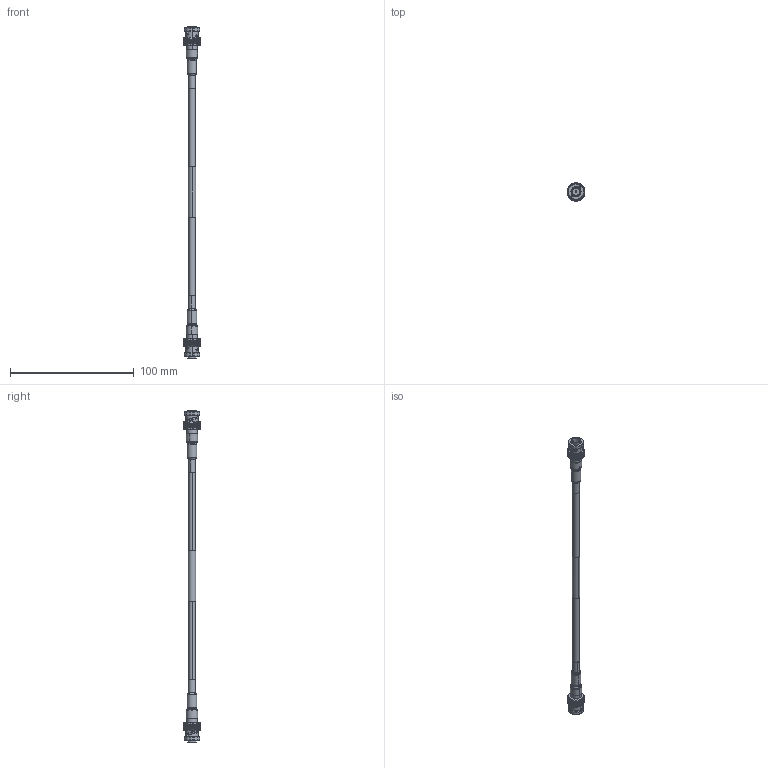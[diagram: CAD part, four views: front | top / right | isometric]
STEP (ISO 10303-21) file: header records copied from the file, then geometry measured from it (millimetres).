
FILE_DESCRIPTION (( 'STEP AP214' ), '1' );
FILE_NAME ('FMCA10015_3D.step', '2024-01-26T20:47:38', ( '' ), ( '' ), 'SwSTEP 2.0', 'SolidWorks 2022', '' );
FILE_SCHEMA (( 'AUTOMOTIVE_DESIGN' ));
Length unit declared in the file: inch
Products named in the file (7): FMCN1354; RG58C／U_8 in Length; FMCN1354_FERRULE_ferrule; FMCA10015_3D; HeatShrink-RG58; 1AW01-003_.230 ID X 1" long
Assembly tree (8 placements, depth 3):
  FMCA10015_3D
    1AW01-003_.230 ID X 1" long
    RG58C／U_8 in Length
    FMCN1354  x2
      FMCN1354
      FMCN1354_FERRULE_ferrule
    HeatShrink-RG58  x2
Bounding box: 14.49 x 14.49 x 268.38 mm (x, y, z)
Volume: 8723.2 mm3; surface area: 12885 mm2
Topology: 8 solids, 10 shells, 1760 faces, 3930 edges, 2196 vertices
Faces by surface type: bspline 660, cylinder 394, plane 376, cone 294, torus 36
Entity records: 29569 total; most frequent: CARTESIAN_POINT 13941, ORIENTED_EDGE 3944, DIRECTION 2377, EDGE_CURVE 1972, VERTEX_POINT 1104, AXIS2_PLACEMENT_3D 1022, EDGE_LOOP 900, ADVANCED_FACE 885
